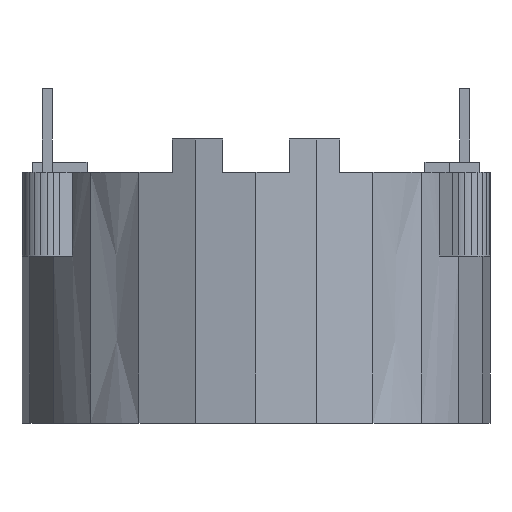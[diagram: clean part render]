
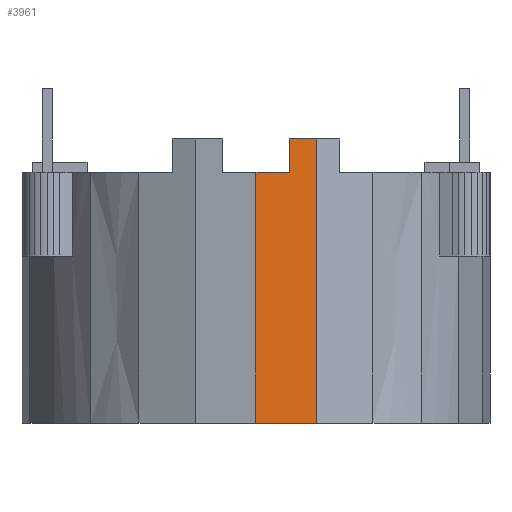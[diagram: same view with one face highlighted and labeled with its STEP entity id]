
A CAD part, left-side view. The second image highlights one B-rep face of the part: STEP entity #3961.
In plain terms, the highlighted planar face has unit normal (-0.991, -0.131, 0).
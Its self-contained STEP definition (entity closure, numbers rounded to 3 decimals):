
#1878 = PLANE('',#1879);
#1879 = AXIS2_PLACEMENT_3D('',#1880,#1881,#1882);
#1880 = CARTESIAN_POINT('',(-13.523,-3.623,0.));
#1881 = DIRECTION('',(-0.924,-0.383,
    0.));
#1882 = DIRECTION('',(0.383,-0.924,0.
    ));
#3306 = PLANE('',#3307);
#3307 = AXIS2_PLACEMENT_3D('',#3308,#3309,#3310);
#3308 = CARTESIAN_POINT('',(9.899,9.899,0.));
#3309 = DIRECTION('',(0.,0.,-1.));
#3310 = DIRECTION('',(-1.,0.,0.));
#3817 = VERTEX_POINT('',#3818);
#3818 = CARTESIAN_POINT('',(-13.523,-3.623,0.));
#3909 = VERTEX_POINT('',#3910);
#3910 = CARTESIAN_POINT('',(-13.523,-3.623,17.));
#3924 = PLANE('',#3925);
#3925 = AXIS2_PLACEMENT_3D('',#3926,#3927,#3928);
#3926 = CARTESIAN_POINT('',(-13.523,-3.623,17.));
#3927 = DIRECTION('',(0.,0.,1.));
#3928 = DIRECTION('',(1.,0.,0.));
#3936 = EDGE_CURVE('',#3817,#3909,#3937,.T.);
#3937 = SURFACE_CURVE('',#3938,(#3942,#3949),.PCURVE_S1.);
#3938 = LINE('',#3939,#3940);
#3939 = CARTESIAN_POINT('',(-13.523,-3.623,0.));
#3940 = VECTOR('',#3941,1.);
#3941 = DIRECTION('',(0.,0.,1.));
#3942 = PCURVE('',#1878,#3943);
#3943 = DEFINITIONAL_REPRESENTATION('',(#3944),#3948);
#3944 = LINE('',#3945,#3946);
#3945 = CARTESIAN_POINT('',(0.,0.));
#3946 = VECTOR('',#3947,1.);
#3947 = DIRECTION('',(0.,1.));
#3948 = ( GEOMETRIC_REPRESENTATION_CONTEXT(2) 
PARAMETRIC_REPRESENTATION_CONTEXT() REPRESENTATION_CONTEXT('2D SPACE',''
  ) );
#3949 = PCURVE('',#3950,#3955);
#3950 = PLANE('',#3951);
#3951 = AXIS2_PLACEMENT_3D('',#3952,#3953,#3954);
#3952 = CARTESIAN_POINT('',(-14.,0.,0.));
#3953 = DIRECTION('',(-0.991,-0.131,
    0.));
#3954 = DIRECTION('',(0.131,-0.991,0.));
#3955 = DEFINITIONAL_REPRESENTATION('',(#3956),#3960);
#3956 = LINE('',#3957,#3958);
#3957 = CARTESIAN_POINT('',(3.655,0.));
#3958 = VECTOR('',#3959,1.);
#3959 = DIRECTION('',(0.,1.));
#3960 = ( GEOMETRIC_REPRESENTATION_CONTEXT(2) 
PARAMETRIC_REPRESENTATION_CONTEXT() REPRESENTATION_CONTEXT('2D SPACE',''
  ) );
#3961 = ADVANCED_FACE('',(#3962),#3950,.T.);
#3962 = FACE_BOUND('',#3963,.T.);
#3963 = EDGE_LOOP('',(#3964,#3987,#3988,#4011,#4039,#4067));
#3964 = ORIENTED_EDGE('',*,*,#3965,.T.);
#3965 = EDGE_CURVE('',#3966,#3817,#3968,.T.);
#3966 = VERTEX_POINT('',#3967);
#3967 = CARTESIAN_POINT('',(-14.,0.,0.));
#3968 = SURFACE_CURVE('',#3969,(#3973,#3980),.PCURVE_S1.);
#3969 = LINE('',#3970,#3971);
#3970 = CARTESIAN_POINT('',(-14.,0.,0.));
#3971 = VECTOR('',#3972,1.);
#3972 = DIRECTION('',(0.131,-0.991,0.));
#3973 = PCURVE('',#3950,#3974);
#3974 = DEFINITIONAL_REPRESENTATION('',(#3975),#3979);
#3975 = LINE('',#3976,#3977);
#3976 = CARTESIAN_POINT('',(0.,0.));
#3977 = VECTOR('',#3978,1.);
#3978 = DIRECTION('',(1.,0.));
#3979 = ( GEOMETRIC_REPRESENTATION_CONTEXT(2) 
PARAMETRIC_REPRESENTATION_CONTEXT() REPRESENTATION_CONTEXT('2D SPACE',''
  ) );
#3980 = PCURVE('',#3306,#3981);
#3981 = DEFINITIONAL_REPRESENTATION('',(#3982),#3986);
#3982 = LINE('',#3983,#3984);
#3983 = CARTESIAN_POINT('',(23.899,-9.899));
#3984 = VECTOR('',#3985,1.);
#3985 = DIRECTION('',(-0.131,-0.991));
#3986 = ( GEOMETRIC_REPRESENTATION_CONTEXT(2) 
PARAMETRIC_REPRESENTATION_CONTEXT() REPRESENTATION_CONTEXT('2D SPACE',''
  ) );
#3987 = ORIENTED_EDGE('',*,*,#3936,.T.);
#3988 = ORIENTED_EDGE('',*,*,#3989,.F.);
#3989 = EDGE_CURVE('',#3990,#3909,#3992,.T.);
#3990 = VERTEX_POINT('',#3991);
#3991 = CARTESIAN_POINT('',(-13.737,-2.,17.));
#3992 = SURFACE_CURVE('',#3993,(#3997,#4004),.PCURVE_S1.);
#3993 = LINE('',#3994,#3995);
#3994 = CARTESIAN_POINT('',(-13.737,-2.,17.));
#3995 = VECTOR('',#3996,1.);
#3996 = DIRECTION('',(0.131,-0.991,0.));
#3997 = PCURVE('',#3950,#3998);
#3998 = DEFINITIONAL_REPRESENTATION('',(#3999),#4003);
#3999 = LINE('',#4000,#4001);
#4000 = CARTESIAN_POINT('',(2.017,17.));
#4001 = VECTOR('',#4002,1.);
#4002 = DIRECTION('',(1.,0.));
#4003 = ( GEOMETRIC_REPRESENTATION_CONTEXT(2) 
PARAMETRIC_REPRESENTATION_CONTEXT() REPRESENTATION_CONTEXT('2D SPACE',''
  ) );
#4004 = PCURVE('',#3924,#4005);
#4005 = DEFINITIONAL_REPRESENTATION('',(#4006),#4010);
#4006 = LINE('',#4007,#4008);
#4007 = CARTESIAN_POINT('',(-0.214,1.623));
#4008 = VECTOR('',#4009,1.);
#4009 = DIRECTION('',(0.131,-0.991));
#4010 = ( GEOMETRIC_REPRESENTATION_CONTEXT(2) 
PARAMETRIC_REPRESENTATION_CONTEXT() REPRESENTATION_CONTEXT('2D SPACE',''
  ) );
#4011 = ORIENTED_EDGE('',*,*,#4012,.F.);
#4012 = EDGE_CURVE('',#4013,#3990,#4015,.T.);
#4013 = VERTEX_POINT('',#4014);
#4014 = CARTESIAN_POINT('',(-13.737,-2.,15.));
#4015 = SURFACE_CURVE('',#4016,(#4020,#4027),.PCURVE_S1.);
#4016 = LINE('',#4017,#4018);
#4017 = CARTESIAN_POINT('',(-13.737,-2.,15.));
#4018 = VECTOR('',#4019,1.);
#4019 = DIRECTION('',(0.,0.,1.));
#4020 = PCURVE('',#3950,#4021);
#4021 = DEFINITIONAL_REPRESENTATION('',(#4022),#4026);
#4022 = LINE('',#4023,#4024);
#4023 = CARTESIAN_POINT('',(2.017,15.));
#4024 = VECTOR('',#4025,1.);
#4025 = DIRECTION('',(0.,1.));
#4026 = ( GEOMETRIC_REPRESENTATION_CONTEXT(2) 
PARAMETRIC_REPRESENTATION_CONTEXT() REPRESENTATION_CONTEXT('2D SPACE',''
  ) );
#4027 = PCURVE('',#4028,#4033);
#4028 = PLANE('',#4029);
#4029 = AXIS2_PLACEMENT_3D('',#4030,#4031,#4032);
#4030 = CARTESIAN_POINT('',(-12.728,-2.,15.));
#4031 = DIRECTION('',(0.,1.,0.));
#4032 = DIRECTION('',(0.,0.,1.));
#4033 = DEFINITIONAL_REPRESENTATION('',(#4034),#4038);
#4034 = LINE('',#4035,#4036);
#4035 = CARTESIAN_POINT('',(0.,-1.009));
#4036 = VECTOR('',#4037,1.);
#4037 = DIRECTION('',(1.,0.));
#4038 = ( GEOMETRIC_REPRESENTATION_CONTEXT(2) 
PARAMETRIC_REPRESENTATION_CONTEXT() REPRESENTATION_CONTEXT('2D SPACE',''
  ) );
#4039 = ORIENTED_EDGE('',*,*,#4040,.F.);
#4040 = EDGE_CURVE('',#4041,#4013,#4043,.T.);
#4041 = VERTEX_POINT('',#4042);
#4042 = CARTESIAN_POINT('',(-14.,0.,15.));
#4043 = SURFACE_CURVE('',#4044,(#4048,#4055),.PCURVE_S1.);
#4044 = LINE('',#4045,#4046);
#4045 = CARTESIAN_POINT('',(-14.,0.,15.));
#4046 = VECTOR('',#4047,1.);
#4047 = DIRECTION('',(0.131,-0.991,0.));
#4048 = PCURVE('',#3950,#4049);
#4049 = DEFINITIONAL_REPRESENTATION('',(#4050),#4054);
#4050 = LINE('',#4051,#4052);
#4051 = CARTESIAN_POINT('',(0.,15.));
#4052 = VECTOR('',#4053,1.);
#4053 = DIRECTION('',(1.,0.));
#4054 = ( GEOMETRIC_REPRESENTATION_CONTEXT(2) 
PARAMETRIC_REPRESENTATION_CONTEXT() REPRESENTATION_CONTEXT('2D SPACE',''
  ) );
#4055 = PCURVE('',#4056,#4061);
#4056 = PLANE('',#4057);
#4057 = AXIS2_PLACEMENT_3D('',#4058,#4059,#4060);
#4058 = CARTESIAN_POINT('',(-12.991,0.,15.));
#4059 = DIRECTION('',(0.,0.,1.));
#4060 = DIRECTION('',(1.,0.,0.));
#4061 = DEFINITIONAL_REPRESENTATION('',(#4062),#4066);
#4062 = LINE('',#4063,#4064);
#4063 = CARTESIAN_POINT('',(-1.009,0.));
#4064 = VECTOR('',#4065,1.);
#4065 = DIRECTION('',(0.131,-0.991));
#4066 = ( GEOMETRIC_REPRESENTATION_CONTEXT(2) 
PARAMETRIC_REPRESENTATION_CONTEXT() REPRESENTATION_CONTEXT('2D SPACE',''
  ) );
#4067 = ORIENTED_EDGE('',*,*,#4068,.F.);
#4068 = EDGE_CURVE('',#3966,#4041,#4069,.T.);
#4069 = SURFACE_CURVE('',#4070,(#4074,#4081),.PCURVE_S1.);
#4070 = LINE('',#4071,#4072);
#4071 = CARTESIAN_POINT('',(-14.,0.,0.));
#4072 = VECTOR('',#4073,1.);
#4073 = DIRECTION('',(0.,0.,1.));
#4074 = PCURVE('',#3950,#4075);
#4075 = DEFINITIONAL_REPRESENTATION('',(#4076),#4080);
#4076 = LINE('',#4077,#4078);
#4077 = CARTESIAN_POINT('',(0.,0.));
#4078 = VECTOR('',#4079,1.);
#4079 = DIRECTION('',(0.,1.));
#4080 = ( GEOMETRIC_REPRESENTATION_CONTEXT(2) 
PARAMETRIC_REPRESENTATION_CONTEXT() REPRESENTATION_CONTEXT('2D SPACE',''
  ) );
#4081 = PCURVE('',#4082,#4087);
#4082 = PLANE('',#4083);
#4083 = AXIS2_PLACEMENT_3D('',#4084,#4085,#4086);
#4084 = CARTESIAN_POINT('',(-13.523,3.623,0.));
#4085 = DIRECTION('',(-0.991,0.131,0.
    ));
#4086 = DIRECTION('',(-0.131,-0.991,0.
    ));
#4087 = DEFINITIONAL_REPRESENTATION('',(#4088),#4092);
#4088 = LINE('',#4089,#4090);
#4089 = CARTESIAN_POINT('',(3.655,0.));
#4090 = VECTOR('',#4091,1.);
#4091 = DIRECTION('',(0.,1.));
#4092 = ( GEOMETRIC_REPRESENTATION_CONTEXT(2) 
PARAMETRIC_REPRESENTATION_CONTEXT() REPRESENTATION_CONTEXT('2D SPACE',''
  ) );
